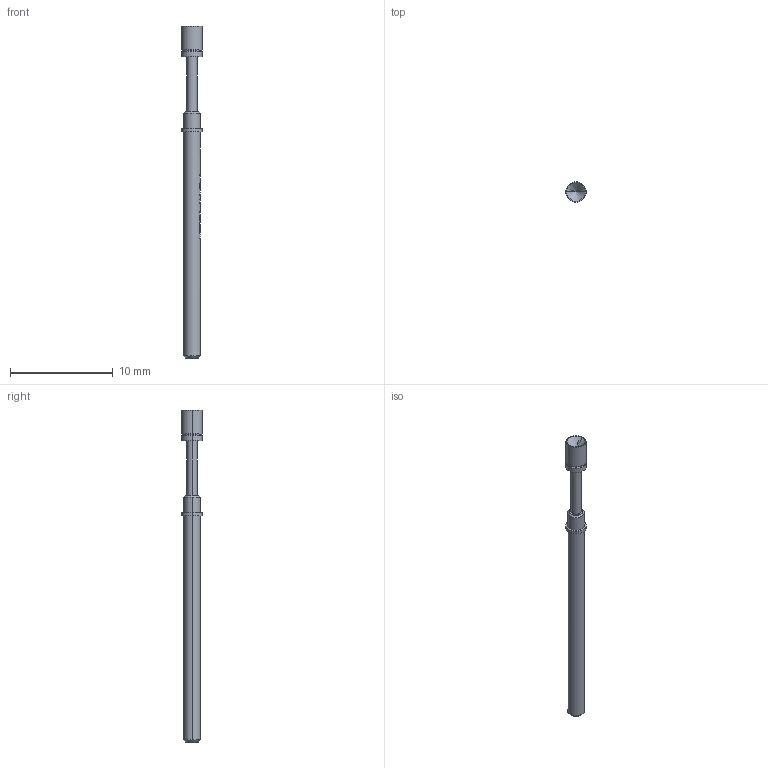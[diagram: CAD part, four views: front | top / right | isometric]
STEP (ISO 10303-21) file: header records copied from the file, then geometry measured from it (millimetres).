
FILE_DESCRIPTION (( 'STEP AP203' ), '1' );
FILE_NAME ('MOD-F77205B200GxxxC.step', '2015-07-09T11:33:08', ( 'firstrun' ), ( 'Hewlett-Packard Company' ), 'SwSTEP 2.0', 'SolidWorks 2012', '' );
FILE_SCHEMA (( 'CONFIG_CONTROL_DESIGN' ));
Length unit declared in the file: millimetre
Products named in the file (1): MOD-F77205B200GxxxC
Bounding box: 2 x 2 x 32.3 mm (x, y, z)
Volume: 63.6 mm3; surface area: 177.2 mm2
Topology: 1 solids, 1 shells, 188 faces, 525 edges, 345 vertices
Faces by surface type: plane 68, bspline 62, cylinder 48, cone 6, torus 4
Entity records: 9425 total; most frequent: CARTESIAN_POINT 5046, ORIENTED_EDGE 1046, DIRECTION 676, EDGE_CURVE 523, VERTEX_POINT 345, AXIS2_PLACEMENT_3D 259, B_SPLINE_CURVE_WITH_KNOTS 233, EDGE_LOOP 196
